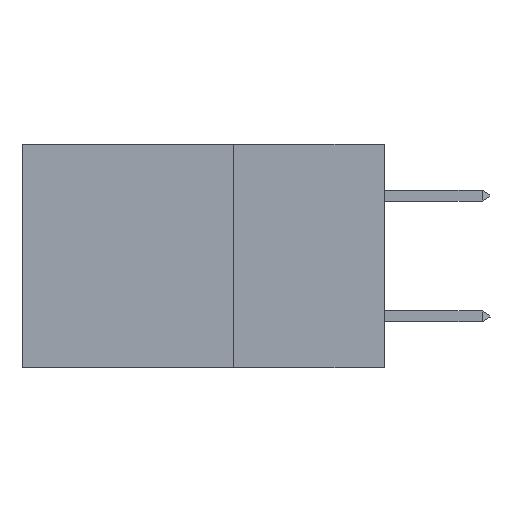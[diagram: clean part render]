
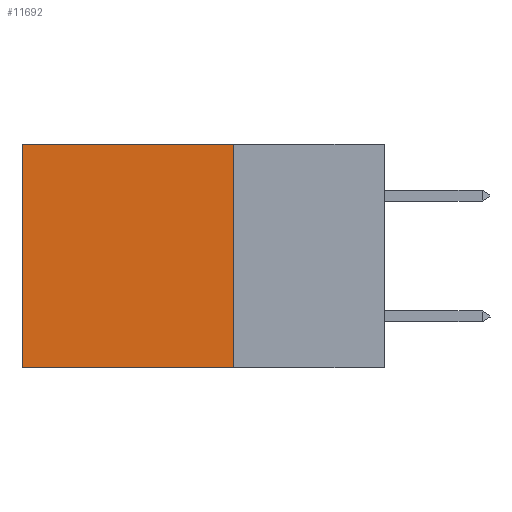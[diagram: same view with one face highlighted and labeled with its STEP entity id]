
A CAD part, left-side view. The second image highlights one B-rep face of the part: STEP entity #11692.
In plain terms, the highlighted planar face has unit normal (-1, 0, 0).
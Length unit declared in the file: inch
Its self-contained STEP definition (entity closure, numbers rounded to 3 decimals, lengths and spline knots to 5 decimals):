
#310 = EDGE_CURVE ( 'NONE', #1819, #11789, #12231, .T. ) ;
#618 = CARTESIAN_POINT ( 'NONE',  ( 0.2875, 0.6, -0.37 ) ) ;
#1819 = VERTEX_POINT ( 'NONE', #9439 ) ;
#1973 = VERTEX_POINT ( 'NONE', #618 ) ;
#2094 = AXIS2_PLACEMENT_3D ( 'NONE', #7164, #22221, #16434 ) ;
#2124 = ORIENTED_EDGE ( 'NONE', *, *, #7642, .F. ) ;
#3685 = EDGE_CURVE ( 'NONE', #5970, #1973, #20991, .T. ) ;
#4176 = CARTESIAN_POINT ( 'NONE',  ( 0.2875, 0.25, 0. ) ) ;
#4180 = DIRECTION ( 'NONE',  ( 0., 1., 0. ) ) ;
#5069 = FACE_OUTER_BOUND ( 'NONE', #23004, .T. ) ;
#5970 = VERTEX_POINT ( 'NONE', #8965 ) ;
#7164 = CARTESIAN_POINT ( 'NONE',  ( 0.2875, 0.25, 0. ) ) ;
#7642 = EDGE_CURVE ( 'NONE', #1819, #5970, #15754, .T. ) ;
#8965 = CARTESIAN_POINT ( 'NONE',  ( 0.2875, 0.25, -0.37 ) ) ;
#9439 = CARTESIAN_POINT ( 'NONE',  ( 0.2875, 0.25, 0. ) ) ;
#9889 = CARTESIAN_POINT ( 'NONE',  ( 0.2875, 0.6, 0. ) ) ;
#10337 = CARTESIAN_POINT ( 'NONE',  ( 0.2875, 0.25, 0. ) ) ;
#10886 = ORIENTED_EDGE ( 'NONE', *, *, #16639, .T. ) ;
#11692 = ADVANCED_FACE ( 'NONE', ( #5069 ), #20475, .F. ) ;
#11789 = VERTEX_POINT ( 'NONE', #9889 ) ;
#12226 = LINE ( 'NONE', #21828, #21540 ) ;
#12231 = LINE ( 'NONE', #4176, #12304 ) ;
#12304 = VECTOR ( 'NONE', #19235, 39.37008 ) ;
#12467 = DIRECTION ( 'NONE',  ( 0., 0., -1. ) ) ;
#13471 = CARTESIAN_POINT ( 'NONE',  ( 0.2875, 0.25, -0.37 ) ) ;
#13756 = ORIENTED_EDGE ( 'NONE', *, *, #310, .T. ) ;
#15754 = LINE ( 'NONE', #10337, #15775 ) ;
#15775 = VECTOR ( 'NONE', #23546, 39.37008 ) ;
#16434 = DIRECTION ( 'NONE',  ( 0., 0., -1. ) ) ;
#16639 = EDGE_CURVE ( 'NONE', #11789, #1973, #12226, .T. ) ;
#19235 = DIRECTION ( 'NONE',  ( 0., 1., 0. ) ) ;
#20475 = PLANE ( 'NONE',  #2094 ) ;
#20564 = ORIENTED_EDGE ( 'NONE', *, *, #3685, .F. ) ;
#20991 = LINE ( 'NONE', #13471, #22454 ) ;
#21540 = VECTOR ( 'NONE', #12467, 39.37008 ) ;
#21828 = CARTESIAN_POINT ( 'NONE',  ( 0.2875, 0.6, 0. ) ) ;
#22221 = DIRECTION ( 'NONE',  ( 1., 0., 0. ) ) ;
#22454 = VECTOR ( 'NONE', #4180, 39.37008 ) ;
#23004 = EDGE_LOOP ( 'NONE', ( #10886, #20564, #2124, #13756 ) ) ;
#23546 = DIRECTION ( 'NONE',  ( 0., 0., -1. ) ) ;
